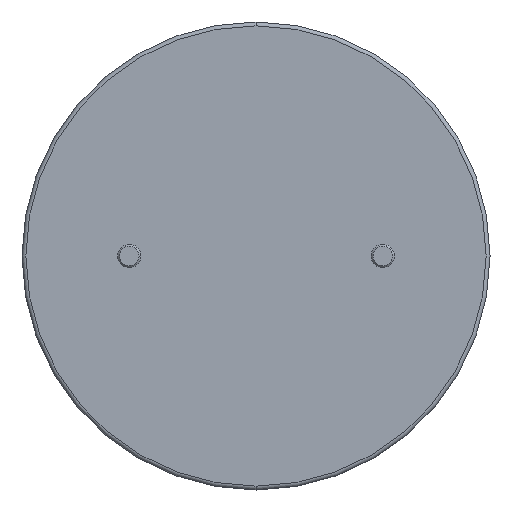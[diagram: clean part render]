
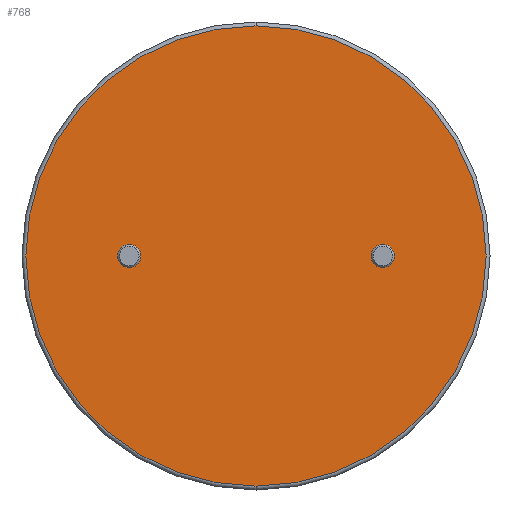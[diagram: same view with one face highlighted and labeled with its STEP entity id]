
A CAD part, front view. The second image highlights one B-rep face of the part: STEP entity #768.
In plain terms, the highlighted planar face has unit normal (0, -1, 0).
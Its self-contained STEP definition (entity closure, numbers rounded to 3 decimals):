
#5 = ORIENTED_EDGE ( 'NONE', *, *, #700, .F. ) ;
#9 = DIRECTION ( 'NONE',  ( 0., 0., 1. ) ) ;
#11 = DIRECTION ( 'NONE',  ( 0., 0., 1. ) ) ;
#12 = CARTESIAN_POINT ( 'NONE',  ( 3.25, 0., 0. ) ) ;
#19 = CIRCLE ( 'NONE', #216, 0.3 ) ;
#61 = CARTESIAN_POINT ( 'NONE',  ( -3.25, 0., 0.3 ) ) ;
#76 = CARTESIAN_POINT ( 'NONE',  ( 3.25, 0., -0.3 ) ) ;
#80 = CARTESIAN_POINT ( 'NONE',  ( 0., 0., 0. ) ) ;
#101 = DIRECTION ( 'NONE',  ( 0., -1., 0. ) ) ;
#132 = AXIS2_PLACEMENT_3D ( 'NONE', #80, #759, #9 ) ;
#154 = VERTEX_POINT ( 'NONE', #462 ) ;
#155 = DIRECTION ( 'NONE',  ( 0., 0., 1. ) ) ;
#198 = DIRECTION ( 'NONE',  ( 0., -1., 0. ) ) ;
#216 = AXIS2_PLACEMENT_3D ( 'NONE', #587, #198, #610 ) ;
#276 = EDGE_LOOP ( 'NONE', ( #731, #5 ) ) ;
#282 = DIRECTION ( 'NONE',  ( 0., -1., 0. ) ) ;
#286 = CARTESIAN_POINT ( 'NONE',  ( 0., 0., 0. ) ) ;
#310 = CARTESIAN_POINT ( 'NONE',  ( 0., 0., 0. ) ) ;
#319 = VERTEX_POINT ( 'NONE', #61 ) ;
#320 = ORIENTED_EDGE ( 'NONE', *, *, #864, .T. ) ;
#345 = CARTESIAN_POINT ( 'NONE',  ( 0., 0., 5.9 ) ) ;
#346 = VERTEX_POINT ( 'NONE', #345 ) ;
#355 = CIRCLE ( 'NONE', #765, 5.9 ) ;
#369 = CIRCLE ( 'NONE', #660, 0.3 ) ;
#405 = EDGE_CURVE ( 'NONE', #319, #650, #551, .T. ) ;
#420 = DIRECTION ( 'NONE',  ( 0., -1., 0. ) ) ;
#450 = CARTESIAN_POINT ( 'NONE',  ( 0., 0., -5.9 ) ) ;
#462 = CARTESIAN_POINT ( 'NONE',  ( 3.25, 0., 0.3 ) ) ;
#474 = CIRCLE ( 'NONE', #483, 0.3 ) ;
#483 = AXIS2_PLACEMENT_3D ( 'NONE', #783, #101, #648 ) ;
#492 = DIRECTION ( 'NONE',  ( 0., 0., 1. ) ) ;
#497 = FACE_BOUND ( 'NONE', #276, .T. ) ;
#501 = CARTESIAN_POINT ( 'NONE',  ( -3.25, 0., -0.3 ) ) ;
#514 = EDGE_LOOP ( 'NONE', ( #888, #881 ) ) ;
#515 = DIRECTION ( 'NONE',  ( 0., 0., 1. ) ) ;
#525 = PLANE ( 'NONE',  #555 ) ;
#551 = CIRCLE ( 'NONE', #758, 0.3 ) ;
#555 = AXIS2_PLACEMENT_3D ( 'NONE', #310, #861, #515 ) ;
#557 = DIRECTION ( 'NONE',  ( 0., -1., 0. ) ) ;
#560 = FACE_BOUND ( 'NONE', #514, .T. ) ;
#581 = ORIENTED_EDGE ( 'NONE', *, *, #614, .T. ) ;
#587 = CARTESIAN_POINT ( 'NONE',  ( 3.25, 0., 0. ) ) ;
#610 = DIRECTION ( 'NONE',  ( 0., 0., 1. ) ) ;
#614 = EDGE_CURVE ( 'NONE', #775, #346, #355, .T. ) ;
#642 = EDGE_CURVE ( 'NONE', #852, #154, #369, .T. ) ;
#648 = DIRECTION ( 'NONE',  ( 0., 0., 1. ) ) ;
#650 = VERTEX_POINT ( 'NONE', #501 ) ;
#660 = AXIS2_PLACEMENT_3D ( 'NONE', #12, #420, #492 ) ;
#671 = EDGE_LOOP ( 'NONE', ( #320, #581 ) ) ;
#681 = FACE_OUTER_BOUND ( 'NONE', #671, .T. ) ;
#696 = CARTESIAN_POINT ( 'NONE',  ( -3.25, 0., 0. ) ) ;
#700 = EDGE_CURVE ( 'NONE', #650, #319, #474, .T. ) ;
#731 = ORIENTED_EDGE ( 'NONE', *, *, #405, .F. ) ;
#747 = CIRCLE ( 'NONE', #132, 5.9 ) ;
#758 = AXIS2_PLACEMENT_3D ( 'NONE', #696, #282, #155 ) ;
#759 = DIRECTION ( 'NONE',  ( 0., -1., 0. ) ) ;
#765 = AXIS2_PLACEMENT_3D ( 'NONE', #286, #557, #11 ) ;
#768 = ADVANCED_FACE ( 'NONE', ( #681, #497, #560 ), #525, .F. ) ;
#770 = EDGE_CURVE ( 'NONE', #154, #852, #19, .T. ) ;
#775 = VERTEX_POINT ( 'NONE', #450 ) ;
#783 = CARTESIAN_POINT ( 'NONE',  ( -3.25, 0., 0. ) ) ;
#852 = VERTEX_POINT ( 'NONE', #76 ) ;
#861 = DIRECTION ( 'NONE',  ( 0., 1., 0. ) ) ;
#864 = EDGE_CURVE ( 'NONE', #346, #775, #747, .T. ) ;
#881 = ORIENTED_EDGE ( 'NONE', *, *, #642, .F. ) ;
#888 = ORIENTED_EDGE ( 'NONE', *, *, #770, .F. ) ;
